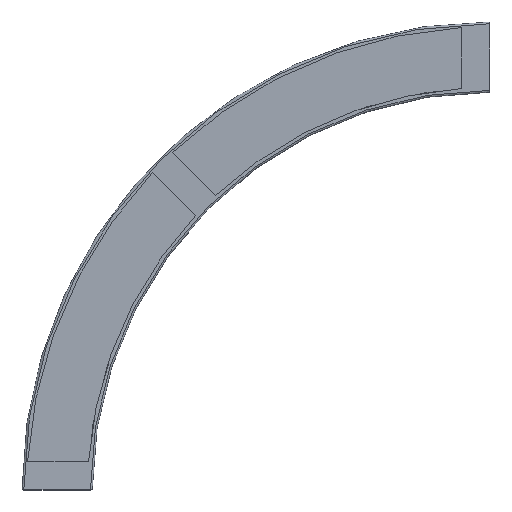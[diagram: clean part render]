
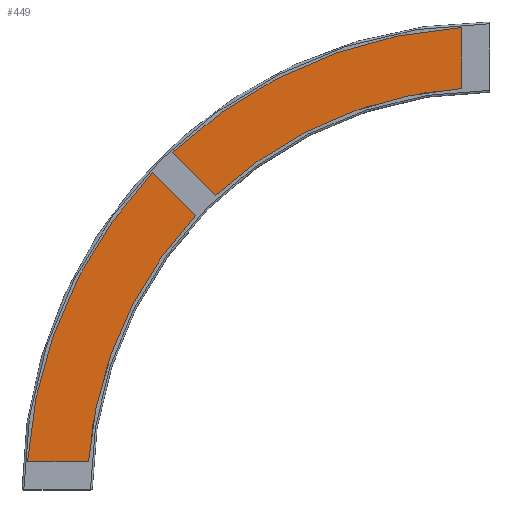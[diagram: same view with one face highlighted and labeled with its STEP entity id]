
A CAD part, top view. The second image highlights one B-rep face of the part: STEP entity #449.
In plain terms, the highlighted face is planar.
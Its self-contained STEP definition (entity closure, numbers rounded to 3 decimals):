
#66=LINE('',#813,#98);
#70=LINE('',#822,#102);
#98=VECTOR('',#675,10.);
#102=VECTOR('',#681,10.);
#118=PLANE('',#547);
#143=FACE_OUTER_BOUND('',#171,.T.);
#171=EDGE_LOOP('',(#410,#411,#412,#413));
#199=CIRCLE('',#546,199.);
#200=CIRCLE('',#548,172.);
#234=VERTEX_POINT('',#811);
#235=VERTEX_POINT('',#812);
#238=VERTEX_POINT('',#820);
#239=VERTEX_POINT('',#821);
#290=EDGE_CURVE('',#234,#235,#66,.T.);
#294=EDGE_CURVE('',#238,#239,#70,.T.);
#299=EDGE_CURVE('',#234,#239,#199,.T.);
#300=EDGE_CURVE('',#238,#235,#200,.T.);
#410=ORIENTED_EDGE('',*,*,#290,.F.);
#411=ORIENTED_EDGE('',*,*,#299,.T.);
#412=ORIENTED_EDGE('',*,*,#294,.F.);
#413=ORIENTED_EDGE('',*,*,#300,.T.);
#449=ADVANCED_FACE('',(#143),#118,.F.);
#546=AXIS2_PLACEMENT_3D('',#830,#689,#690);
#547=AXIS2_PLACEMENT_3D('',#831,#691,#692);
#548=AXIS2_PLACEMENT_3D('',#832,#693,#694);
#675=DIRECTION('',(0.,-1.,0.));
#681=DIRECTION('',(1.,0.,0.));
#689=DIRECTION('center_axis',(0.,0.,-1.));
#690=DIRECTION('ref_axis',(-1.,0.,0.));
#691=DIRECTION('center_axis',(0.,0.,1.));
#692=DIRECTION('ref_axis',(1.,0.,0.));
#693=DIRECTION('center_axis',(0.,0.,1.));
#694=DIRECTION('ref_axis',(-1.,0.,0.));
#811=CARTESIAN_POINT('',(0.,199.,2.));
#812=CARTESIAN_POINT('',(0.,172.,2.));
#813=CARTESIAN_POINT('',(0.,99.5,2.));
#820=CARTESIAN_POINT('',(172.,0.,2.));
#821=CARTESIAN_POINT('',(199.,0.,2.));
#822=CARTESIAN_POINT('',(0.,0.,2.));
#830=CARTESIAN_POINT('Origin',(0.,0.,2.));
#831=CARTESIAN_POINT('Origin',(0.,0.,
2.));
#832=CARTESIAN_POINT('Origin',(0.,0.,2.));
